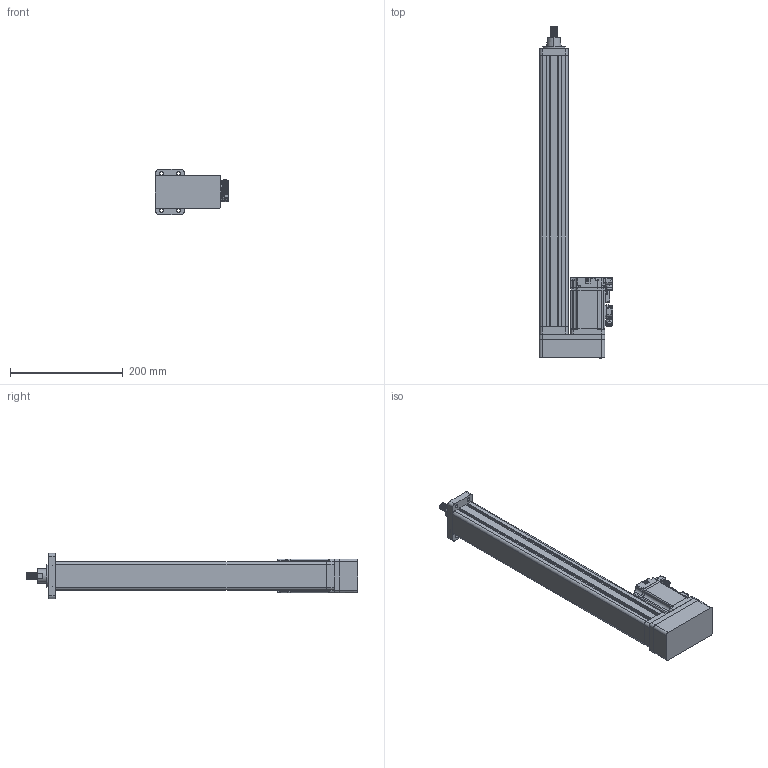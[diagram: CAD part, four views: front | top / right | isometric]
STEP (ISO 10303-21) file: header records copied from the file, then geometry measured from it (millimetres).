
FILE_DESCRIPTION (( 'STEP AP203' ), '1' );
FILE_NAME ('231228-RT-50缸折叠400行程装配体.STEP', '2023-12-28T02:10:07', ( '微软用户' ), ( '微软中国' ), 'SwSTEP 2.0', 'SolidWorks 2016', '' );
FILE_SCHEMA (( 'CONFIG_CONTROL_DESIGN' ));
Length unit declared in the file: millimetre
Products named in the file (33): 21E8-005-1072-P4_1_1_1_1; 231228-RT-50缸折叠400行程装配体; _1-SO-327880001_1_1_1; MS1H1-20B30CB-(x)334Z; _1-SO-584080001_1_1_1; _1-SO-399010001_1_1_1; _1-SO-678380001_1_1_1; _1-SO-884970001_1_1_1; 31740004--1-SOLI00_1_1_1_2_1; MS1H1-20B30CB-A334Z_ASM_1-36006_ASM; 31090515--MS1H1-200001_1_1_1; 22060240_2_1_1_1; MS1H1-20B30CB-A334Z_ASM_1-36042_ASM; MS1H1-20B30CB-A334Z-S_ASM_1_ASM; _1-SO-21790001_1_1_1; 30_1_1_1_2_1; _1-SO-341280001_1_1_1; _1-SO-95280001_1_1_1; 22010150--1-SOLI00_1_1_1_2_1; 31100246--1-SOLI00_1_1_1_2_1; 10_1_1_1_1; 31900522--1-SOL000_1_1_1_2_1; _60-1-SO0001_1_1_1_2_1; _1-SO-388380001_1_1_1; MS1H1-20B30CB-A334Z_1_ASM_1_ASM_ASM; 21E8-005-1073-P4_1_1_1_1; _1-SO-358530001_1_1_1; 50缸行程400折叠前法兰安装; 31090647--1-SOL000_1_1_1_1; _1-SO-289790001_1_1_1; _1-SO-298830001_1_1_1; _1-SO-413620001_1_1_1; _1-SO-188120001_1_1_1
Assembly tree (33 placements, depth 7):
  231228-RT-50缸折叠400行程装配体
    50缸行程400折叠前法兰安装
    MS1H1-20B30CB-(x)334Z
      MS1H1-20B30CB-A334Z-S_ASM_1_ASM
        MS1H1-20B30CB-A334Z_ASM_1-36042_ASM
          MS1H1-20B30CB-A334Z_ASM_1-36006_ASM
            MS1H1-20B30CB-A334Z_1_ASM_1_ASM_ASM
              _1-SO-21790001_1_1_1
              _1-SO-95280001_1_1_1
              31090515--MS1H1-200001_1_1_1
              _1-SO-188120001_1_1_1
              _1-SO-289790001_1_1_1
              _1-SO-298830001_1_1_1
              22010150--1-SOLI00_1_1_1_2_1
              31900522--1-SOL000_1_1_1_2_1
              _1-SO-327880001_1_1_1
              _1-SO-341280001_1_1_1
              _60-1-SO0001_1_1_1_2_1
              _1-SO-358530001_1_1_1
              _1-SO-388380001_1_1_1
              _1-SO-399010001_1_1_1
              31100246--1-SOLI00_1_1_1_2_1
              _1-SO-413620001_1_1_1
              _1-SO-584080001_1_1_1
              31740004--1-SOLI00_1_1_1_2_1
              10_1_1_1_1
              31090647--1-SOL000_1_1_1_1
              _1-SO-678380001_1_1_1
              30_1_1_1_2_1
              _1-SO-884970001_1_1_1
        21E8-005-1072-P4_1_1_1_1
        21E8-005-1073-P4_1_1_1_1
        22060240_2_1_1_1  x2
Bounding box: 130.1 x 588 x 80 mm (x, y, z)
Volume: 1196688.5 mm3; surface area: 316893.2 mm2
Topology: 26 solids, 31 shells, 1948 faces, 5250 edges, 3444 vertices
Faces by surface type: plane 1169, cylinder 594, bspline 142, cone 40, torus 3
Entity records: 72186 total; most frequent: CARTESIAN_POINT 20695, ORIENTED_EDGE 10360, DIRECTION 9549, EDGE_CURVE 5184, VERTEX_POINT 3401, LINE 3399, VECTOR 3399, AXIS2_PLACEMENT_3D 3075
